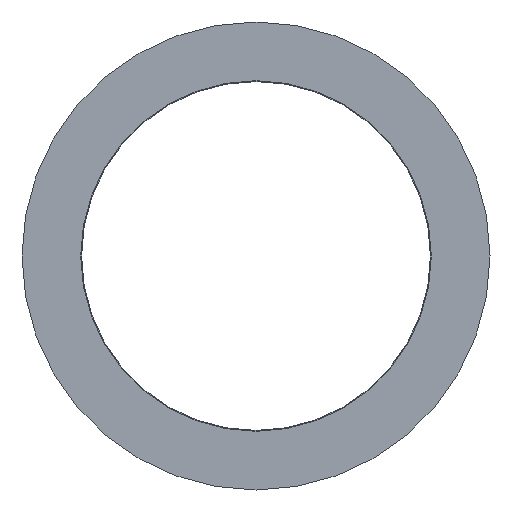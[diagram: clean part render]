
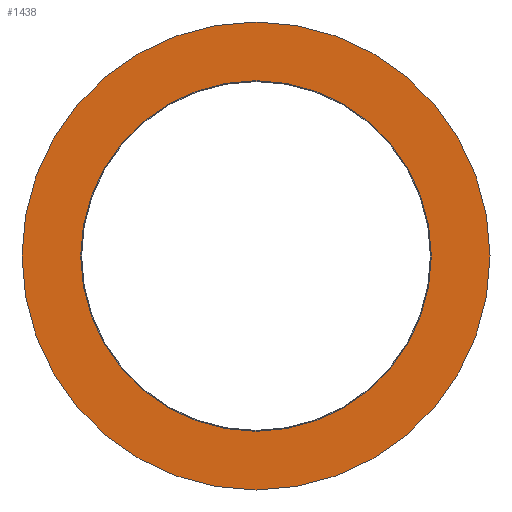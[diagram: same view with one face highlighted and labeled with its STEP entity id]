
A CAD part, left-side view. The second image highlights one B-rep face of the part: STEP entity #1438.
In plain terms, the highlighted planar face has unit normal (-1, 0, 0).
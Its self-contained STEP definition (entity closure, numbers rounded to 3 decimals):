
#556=CARTESIAN_POINT('',(0.0,27.5,0.0));
#557=VERTEX_POINT('',#556);
#566=CARTESIAN_POINT('',(0.0,-27.5,0.));
#567=VERTEX_POINT('',#566);
#568=CARTESIAN_POINT('',(0.0,0.0,0.0));
#569=DIRECTION('',(1.0,0.0,0.0));
#570=DIRECTION('',(0.0,1.0,0.0));
#571=AXIS2_PLACEMENT_3D('',#568,#569,#570);
#572=CIRCLE('',#571,27.5);
#573=EDGE_CURVE('',#557,#567,#572,.T.);
#701=CARTESIAN_POINT('',(0.0,0.,-20.6));
#702=VERTEX_POINT('',#701);
#718=CARTESIAN_POINT('',(0.0,0.,20.6));
#719=VERTEX_POINT('',#718);
#726=CARTESIAN_POINT('',(0.0,0.0,0.0));
#727=DIRECTION('',(1.0,0.0,0.0));
#728=DIRECTION('',(0.0,0.0,-1.0));
#729=AXIS2_PLACEMENT_3D('',#726,#727,#728);
#730=CIRCLE('',#729,20.6);
#731=EDGE_CURVE('',#702,#719,#730,.T.);
#1128=CARTESIAN_POINT('',(0.0,0.0,0.0));
#1129=DIRECTION('',(1.0,0.0,0.0));
#1130=DIRECTION('',(0.0,0.0,-1.0));
#1131=AXIS2_PLACEMENT_3D('',#1128,#1129,#1130);
#1132=CIRCLE('',#1131,20.6);
#1133=EDGE_CURVE('',#719,#702,#1132,.T.);
#1215=CARTESIAN_POINT('',(0.0,0.0,0.0));
#1216=DIRECTION('',(1.0,0.0,0.0));
#1217=DIRECTION('',(0.0,1.0,0.0));
#1218=AXIS2_PLACEMENT_3D('',#1215,#1216,#1217);
#1219=CIRCLE('',#1218,27.5);
#1220=EDGE_CURVE('',#567,#557,#1219,.T.);
#1425=CARTESIAN_POINT('',(0.0,13.75,0.0));
#1426=DIRECTION('',(-1.0,0.0,0.0));
#1427=DIRECTION('',(0.0,0.0,1.0));
#1428=AXIS2_PLACEMENT_3D('',#1425,#1426,#1427);
#1429=PLANE('',#1428);
#1430=ORIENTED_EDGE('',*,*,#573,.F.);
#1431=ORIENTED_EDGE('',*,*,#1220,.F.);
#1432=EDGE_LOOP('',(#1430,#1431));
#1433=FACE_OUTER_BOUND('',#1432,.T.);
#1434=ORIENTED_EDGE('',*,*,#1133,.T.);
#1435=ORIENTED_EDGE('',*,*,#731,.T.);
#1436=EDGE_LOOP('',(#1434,#1435));
#1437=FACE_BOUND('',#1436,.T.);
#1438=ADVANCED_FACE('',(#1433,#1437),#1429,.T.);
